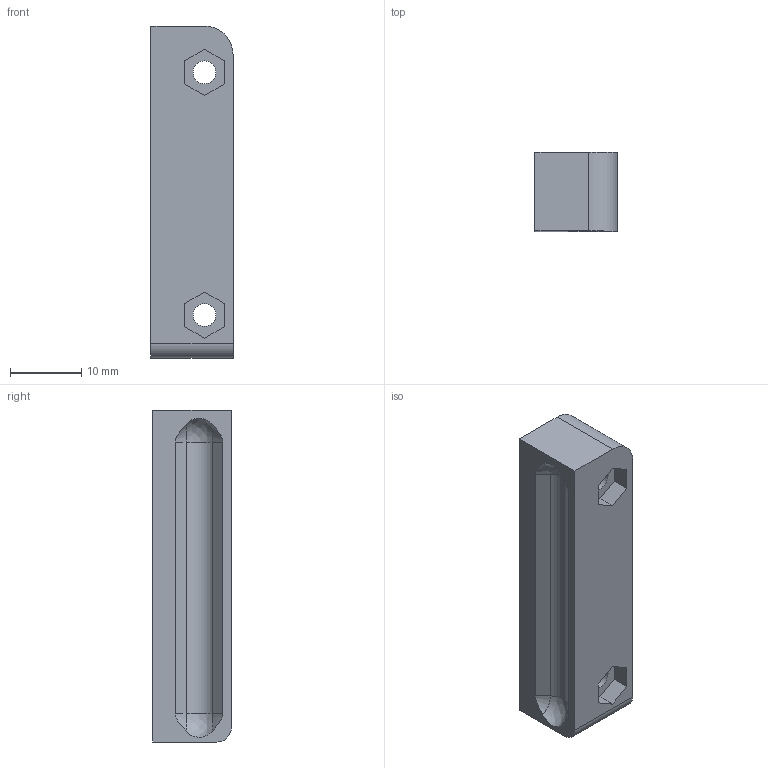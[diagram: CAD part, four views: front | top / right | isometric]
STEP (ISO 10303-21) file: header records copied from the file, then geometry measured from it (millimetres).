
FILE_DESCRIPTION(('FreeCAD Model'),'2;1');
FILE_NAME('BackCraneGuide.step','2018-06-19T17:25:52',( 'Author'),(''),'Open CASCADE STEP processor 6.9','FreeCAD','Unknown' );
FILE_SCHEMA(('AUTOMOTIVE_DESIGN_CC2 { 1 2 10303 214 -1 1 5 4 }'));
Length unit declared in the file: millimetre
Products named in the file (2): ASSEMBLY; refine_RailCommon
Assembly tree (1 placements, depth 2):
  ASSEMBLY
    refine_RailCommon
Bounding box: 11.5 x 11 x 46.5 mm (x, y, z)
Volume: 5155 mm3; surface area: 2621.3 mm2
Topology: 1 solids, 1 shells, 33 faces, 80 edges, 52 vertices
Faces by surface type: plane 22, cylinder 5, cone 4, bspline 2
Full cylindrical faces by diameter (mm): 3.2 x2
Entity records: 2930 total; most frequent: CARTESIAN_POINT 1301, DIRECTION 285, LINE 184, VECTOR 184, ORIENTED_EDGE 160, PCURVE 160, DEFINITIONAL_REPRESENTATION 160, EDGE_CURVE 80
